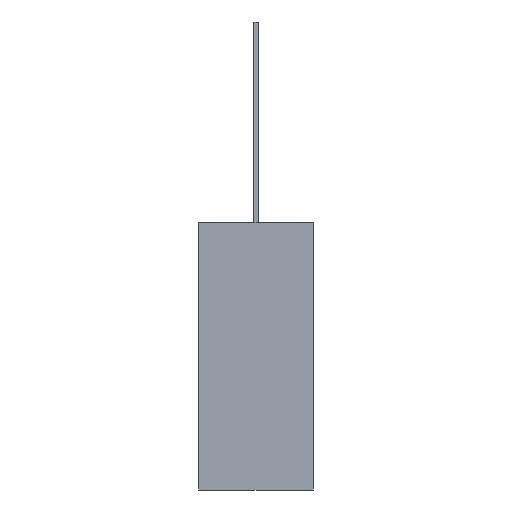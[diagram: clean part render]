
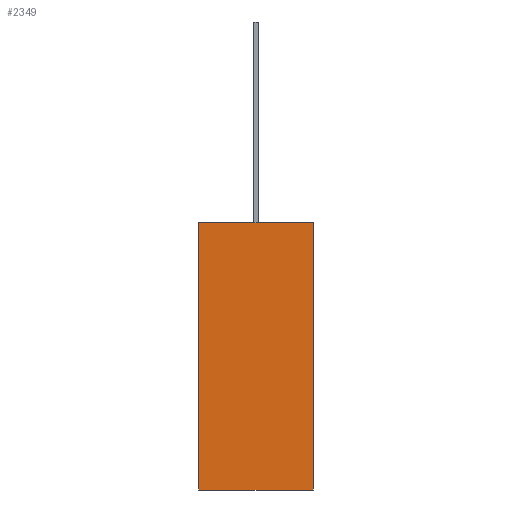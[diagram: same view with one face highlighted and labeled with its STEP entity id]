
A CAD part, front view. The second image highlights one B-rep face of the part: STEP entity #2349.
In plain terms, the highlighted planar face has unit normal (0, -1, 0).
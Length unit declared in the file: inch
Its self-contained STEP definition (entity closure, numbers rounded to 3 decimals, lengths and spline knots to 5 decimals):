
#310=PLANE('',#2881);
#427=FACE_OUTER_BOUND('',#565,.T.);
#565=EDGE_LOOP('',(#1856,#1857,#1858,#1859));
#753=LINE('',#3970,#995);
#754=LINE('',#3972,#996);
#755=LINE('',#3974,#997);
#756=LINE('',#3975,#998);
#995=VECTOR('',#3242,0.3937);
#996=VECTOR('',#3243,0.3937);
#997=VECTOR('',#3244,0.3937);
#998=VECTOR('',#3245,0.3937);
#1255=VERTEX_POINT('',#3968);
#1256=VERTEX_POINT('',#3969);
#1257=VERTEX_POINT('',#3971);
#1258=VERTEX_POINT('',#3973);
#1482=EDGE_CURVE('',#1255,#1256,#753,.T.);
#1483=EDGE_CURVE('',#1256,#1257,#754,.T.);
#1484=EDGE_CURVE('',#1257,#1258,#755,.T.);
#1485=EDGE_CURVE('',#1258,#1255,#756,.T.);
#1856=ORIENTED_EDGE('',*,*,#1482,.T.);
#1857=ORIENTED_EDGE('',*,*,#1483,.T.);
#1858=ORIENTED_EDGE('',*,*,#1484,.T.);
#1859=ORIENTED_EDGE('',*,*,#1485,.T.);
#2349=ADVANCED_FACE('',(#427),#310,.T.);
#2881=AXIS2_PLACEMENT_3D('',#3967,#3240,#3241);
#3240=DIRECTION('center_axis',(0.,-1.,0.));
#3241=DIRECTION('ref_axis',(0.,0.,-1.));
#3242=DIRECTION('',(-1.,0.,0.));
#3243=DIRECTION('',(0.,0.,-1.));
#3244=DIRECTION('',(1.,0.,0.));
#3245=DIRECTION('',(0.,0.,1.));
#3967=CARTESIAN_POINT('Origin',(0.,-0.125,0.));
#3968=CARTESIAN_POINT('',(3.,-0.125,7.));
#3969=CARTESIAN_POINT('',(-3.,-0.125,7.));
#3970=CARTESIAN_POINT('',(3.,-0.125,7.));
#3971=CARTESIAN_POINT('',(-3.,-0.125,-7.));
#3972=CARTESIAN_POINT('',(-3.,-0.125,7.));
#3973=CARTESIAN_POINT('',(3.,-0.125,-7.));
#3974=CARTESIAN_POINT('',(-3.,-0.125,-7.));
#3975=CARTESIAN_POINT('',(3.,-0.125,-7.));
